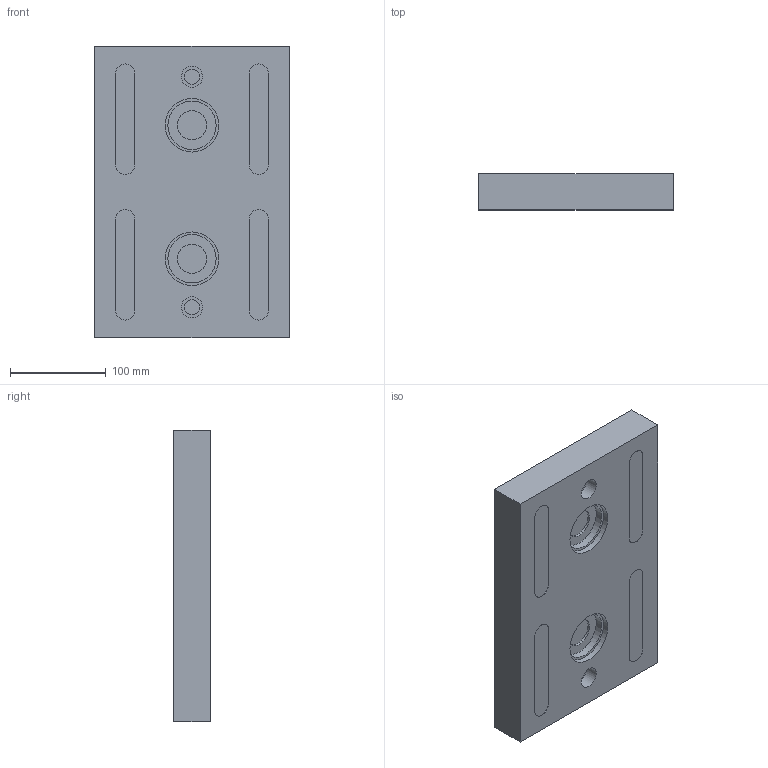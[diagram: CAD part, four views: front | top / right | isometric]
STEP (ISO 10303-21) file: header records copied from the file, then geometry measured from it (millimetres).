
FILE_DESCRIPTION(/* description */ (''),/* implementation_level */ '2;1');
FILE_NAME(/* name */ 'SCPS Pallet.step',/* time_stamp */ '2016-10-27T14:09:21-07:00',/* author */ (''),/* organization */ (''),/* preprocessor_version */ 'ST-DEVELOPER v16.5',/* originating_system */ 'Autodesk Translation Framework v5.2.0.2031',/* authorisation */ '');
FILE_SCHEMA (('AUTOMOTIVE_DESIGN { 1 0 10303 214 3 1 1 }'));
Length unit declared in the file: centimetre
Products named in the file (1): SCPS Pallet v1
Bounding box: 203.2 x 38.1 x 304.8 mm (x, y, z)
Volume: 2279619.1 mm3; surface area: 170082.9 mm2
Topology: 1 solids, 1 shells, 46 faces, 92 edges, 62 vertices
Faces by surface type: plane 28, cylinder 18
Full cylindrical faces by diameter (mm): 15.875 x2, 22.258 x2, 30.48 x2, 50.546 x2, 56.007 x2
Entity records: 1171 total; most frequent: DIRECTION 210, CARTESIAN_POINT 187, ORIENTED_EDGE 160, AXIS2_PLACEMENT_3D 83, EDGE_CURVE 80, EDGE_LOOP 70, VERTEX_POINT 60, FACE_OUTER_BOUND 46
